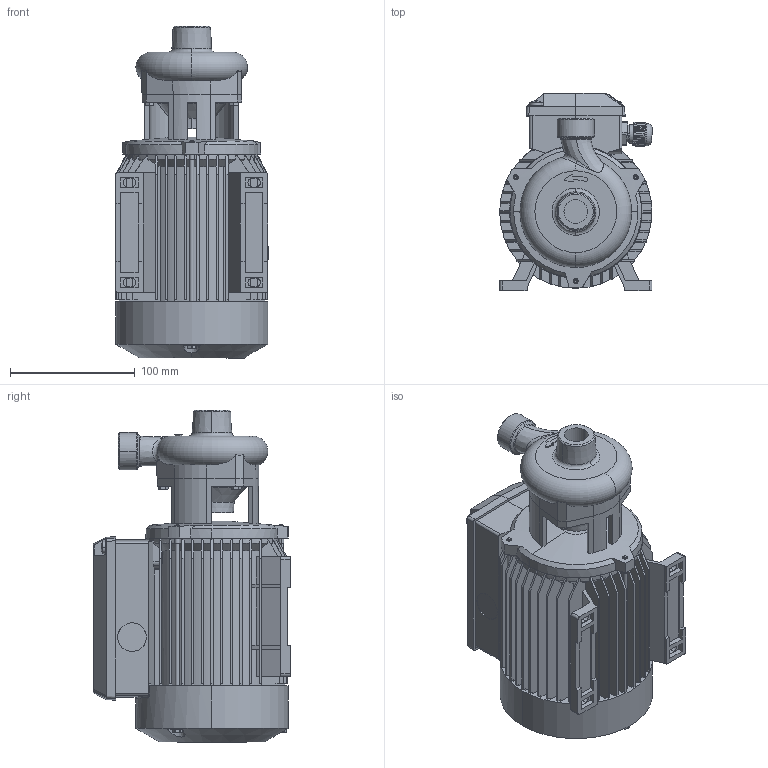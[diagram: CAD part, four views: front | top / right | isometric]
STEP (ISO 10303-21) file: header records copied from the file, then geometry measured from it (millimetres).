
FILE_DESCRIPTION (( 'STEP AP214' ), '1' );
FILE_NAME ('4_93_476_01_REV00.step', '2022-03-31T08:07:39', ( '' ), ( '' ), 'SwSTEP 2.0', 'SolidWorks 2020', '' );
FILE_SCHEMA (( 'AUTOMOTIVE_DESIGN' ));
Length unit declared in the file: millimetre
Products named in the file (1): 4_93_476_01_REV00
Bounding box: 122.35 x 158 x 266 mm (x, y, z)
Volume: 2302565 mm3; surface area: 306425.1 mm2
Topology: 8 solids, 8 shells, 1136 faces, 3045 edges, 1999 vertices
Faces by surface type: plane 750, cylinder 221, cone 93, bspline 56, torus 12, sphere 4
Entity records: 43403 total; most frequent: CARTESIAN_POINT 15396, ORIENTED_EDGE 6090, DIRECTION 5328, EDGE_CURVE 3045, VECTOR 2024, LINE 2024, VERTEX_POINT 1999, AXIS2_PLACEMENT_3D 1652
